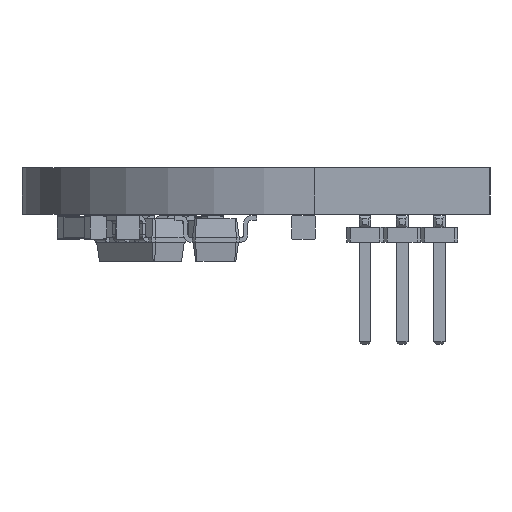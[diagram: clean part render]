
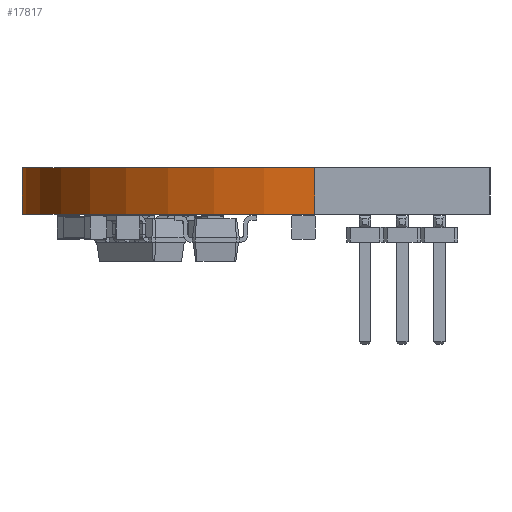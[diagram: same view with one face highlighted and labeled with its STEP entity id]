
A CAD part, left-side view. The second image highlights one B-rep face of the part: STEP entity #17817.
In plain terms, the highlighted cylindrical face has radius 10 mm (diameter 20 mm), a partial arc.
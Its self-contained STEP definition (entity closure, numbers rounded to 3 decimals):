
#17817 = ADVANCED_FACE('',(#17818),#17832,.T.);
#17818 = FACE_BOUND('',#17819,.F.);
#17819 = EDGE_LOOP('',(#17820,#17855,#17884,#17912));
#17820 = ORIENTED_EDGE('',*,*,#17821,.T.);
#17821 = EDGE_CURVE('',#17822,#17824,#17826,.T.);
#17822 = VERTEX_POINT('',#17823);
#17823 = CARTESIAN_POINT('',(180.7,-63.15,0.));
#17824 = VERTEX_POINT('',#17825);
#17825 = CARTESIAN_POINT('',(180.7,-63.15,1.6));
#17826 = SURFACE_CURVE('',#17827,(#17831,#17843),.PCURVE_S1.);
#17827 = LINE('',#17828,#17829);
#17828 = CARTESIAN_POINT('',(180.7,-63.15,0.));
#17829 = VECTOR('',#17830,1.);
#17830 = DIRECTION('',(0.,0.,1.));
#17831 = PCURVE('',#17832,#17837);
#17832 = CYLINDRICAL_SURFACE('',#17833,10.);
#17833 = AXIS2_PLACEMENT_3D('',#17834,#17835,#17836);
#17834 = CARTESIAN_POINT('',(180.7,-73.15,0.));
#17835 = DIRECTION('',(-0.,-0.,-1.));
#17836 = DIRECTION('',(1.,0.,-0.));
#17837 = DEFINITIONAL_REPRESENTATION('',(#17838),#17842);
#17838 = LINE('',#17839,#17840);
#17839 = CARTESIAN_POINT('',(-1.571,0.));
#17840 = VECTOR('',#17841,1.);
#17841 = DIRECTION('',(-0.,-1.));
#17842 = ( GEOMETRIC_REPRESENTATION_CONTEXT(2) 
PARAMETRIC_REPRESENTATION_CONTEXT() REPRESENTATION_CONTEXT('2D SPACE',''
  ) );
#17843 = PCURVE('',#17844,#17849);
#17844 = PLANE('',#17845);
#17845 = AXIS2_PLACEMENT_3D('',#17846,#17847,#17848);
#17846 = CARTESIAN_POINT('',(180.7,-63.15,0.));
#17847 = DIRECTION('',(0.,1.,0.));
#17848 = DIRECTION('',(1.,0.,0.));
#17849 = DEFINITIONAL_REPRESENTATION('',(#17850),#17854);
#17850 = LINE('',#17851,#17852);
#17851 = CARTESIAN_POINT('',(0.,0.));
#17852 = VECTOR('',#17853,1.);
#17853 = DIRECTION('',(0.,-1.));
#17854 = ( GEOMETRIC_REPRESENTATION_CONTEXT(2) 
PARAMETRIC_REPRESENTATION_CONTEXT() REPRESENTATION_CONTEXT('2D SPACE',''
  ) );
#17855 = ORIENTED_EDGE('',*,*,#17856,.T.);
#17856 = EDGE_CURVE('',#17824,#17857,#17859,.T.);
#17857 = VERTEX_POINT('',#17858);
#17858 = CARTESIAN_POINT('',(170.7,-73.15,1.6));
#17859 = SURFACE_CURVE('',#17860,(#17865,#17872),.PCURVE_S1.);
#17860 = CIRCLE('',#17861,10.);
#17861 = AXIS2_PLACEMENT_3D('',#17862,#17863,#17864);
#17862 = CARTESIAN_POINT('',(180.7,-73.15,1.6));
#17863 = DIRECTION('',(0.,0.,1.));
#17864 = DIRECTION('',(1.,0.,-0.));
#17865 = PCURVE('',#17832,#17866);
#17866 = DEFINITIONAL_REPRESENTATION('',(#17867),#17871);
#17867 = LINE('',#17868,#17869);
#17868 = CARTESIAN_POINT('',(-0.,-1.6));
#17869 = VECTOR('',#17870,1.);
#17870 = DIRECTION('',(-1.,0.));
#17871 = ( GEOMETRIC_REPRESENTATION_CONTEXT(2) 
PARAMETRIC_REPRESENTATION_CONTEXT() REPRESENTATION_CONTEXT('2D SPACE',''
  ) );
#17872 = PCURVE('',#17873,#17878);
#17873 = PLANE('',#17874);
#17874 = AXIS2_PLACEMENT_3D('',#17875,#17876,#17877);
#17875 = CARTESIAN_POINT('',(198.7,-71.808,1.6));
#17876 = DIRECTION('',(0.,0.,1.));
#17877 = DIRECTION('',(1.,0.,-0.));
#17878 = DEFINITIONAL_REPRESENTATION('',(#17879),#17883);
#17879 = CIRCLE('',#17880,10.);
#17880 = AXIS2_PLACEMENT_2D('',#17881,#17882);
#17881 = CARTESIAN_POINT('',(-18.,-1.342));
#17882 = DIRECTION('',(1.,0.));
#17883 = ( GEOMETRIC_REPRESENTATION_CONTEXT(2) 
PARAMETRIC_REPRESENTATION_CONTEXT() REPRESENTATION_CONTEXT('2D SPACE',''
  ) );
#17884 = ORIENTED_EDGE('',*,*,#17885,.F.);
#17885 = EDGE_CURVE('',#17886,#17857,#17888,.T.);
#17886 = VERTEX_POINT('',#17887);
#17887 = CARTESIAN_POINT('',(170.7,-73.15,0.));
#17888 = SURFACE_CURVE('',#17889,(#17893,#17900),.PCURVE_S1.);
#17889 = LINE('',#17890,#17891);
#17890 = CARTESIAN_POINT('',(170.7,-73.15,0.));
#17891 = VECTOR('',#17892,1.);
#17892 = DIRECTION('',(0.,0.,1.));
#17893 = PCURVE('',#17832,#17894);
#17894 = DEFINITIONAL_REPRESENTATION('',(#17895),#17899);
#17895 = LINE('',#17896,#17897);
#17896 = CARTESIAN_POINT('',(-3.142,0.));
#17897 = VECTOR('',#17898,1.);
#17898 = DIRECTION('',(-0.,-1.));
#17899 = ( GEOMETRIC_REPRESENTATION_CONTEXT(2) 
PARAMETRIC_REPRESENTATION_CONTEXT() REPRESENTATION_CONTEXT('2D SPACE',''
  ) );
#17900 = PCURVE('',#17901,#17906);
#17901 = PLANE('',#17902);
#17902 = AXIS2_PLACEMENT_3D('',#17903,#17904,#17905);
#17903 = CARTESIAN_POINT('',(170.7,-79.15,0.));
#17904 = DIRECTION('',(-1.,0.,0.));
#17905 = DIRECTION('',(0.,1.,0.));
#17906 = DEFINITIONAL_REPRESENTATION('',(#17907),#17911);
#17907 = LINE('',#17908,#17909);
#17908 = CARTESIAN_POINT('',(6.,0.));
#17909 = VECTOR('',#17910,1.);
#17910 = DIRECTION('',(0.,-1.));
#17911 = ( GEOMETRIC_REPRESENTATION_CONTEXT(2) 
PARAMETRIC_REPRESENTATION_CONTEXT() REPRESENTATION_CONTEXT('2D SPACE',''
  ) );
#17912 = ORIENTED_EDGE('',*,*,#17913,.F.);
#17913 = EDGE_CURVE('',#17822,#17886,#17914,.T.);
#17914 = SURFACE_CURVE('',#17915,(#17920,#17927),.PCURVE_S1.);
#17915 = CIRCLE('',#17916,10.);
#17916 = AXIS2_PLACEMENT_3D('',#17917,#17918,#17919);
#17917 = CARTESIAN_POINT('',(180.7,-73.15,0.));
#17918 = DIRECTION('',(0.,0.,1.));
#17919 = DIRECTION('',(1.,0.,-0.));
#17920 = PCURVE('',#17832,#17921);
#17921 = DEFINITIONAL_REPRESENTATION('',(#17922),#17926);
#17922 = LINE('',#17923,#17924);
#17923 = CARTESIAN_POINT('',(-0.,0.));
#17924 = VECTOR('',#17925,1.);
#17925 = DIRECTION('',(-1.,0.));
#17926 = ( GEOMETRIC_REPRESENTATION_CONTEXT(2) 
PARAMETRIC_REPRESENTATION_CONTEXT() REPRESENTATION_CONTEXT('2D SPACE',''
  ) );
#17927 = PCURVE('',#17928,#17933);
#17928 = PLANE('',#17929);
#17929 = AXIS2_PLACEMENT_3D('',#17930,#17931,#17932);
#17930 = CARTESIAN_POINT('',(198.7,-71.808,0.));
#17931 = DIRECTION('',(0.,0.,1.));
#17932 = DIRECTION('',(1.,0.,-0.));
#17933 = DEFINITIONAL_REPRESENTATION('',(#17934),#17938);
#17934 = CIRCLE('',#17935,10.);
#17935 = AXIS2_PLACEMENT_2D('',#17936,#17937);
#17936 = CARTESIAN_POINT('',(-18.,-1.342));
#17937 = DIRECTION('',(1.,0.));
#17938 = ( GEOMETRIC_REPRESENTATION_CONTEXT(2) 
PARAMETRIC_REPRESENTATION_CONTEXT() REPRESENTATION_CONTEXT('2D SPACE',''
  ) );
